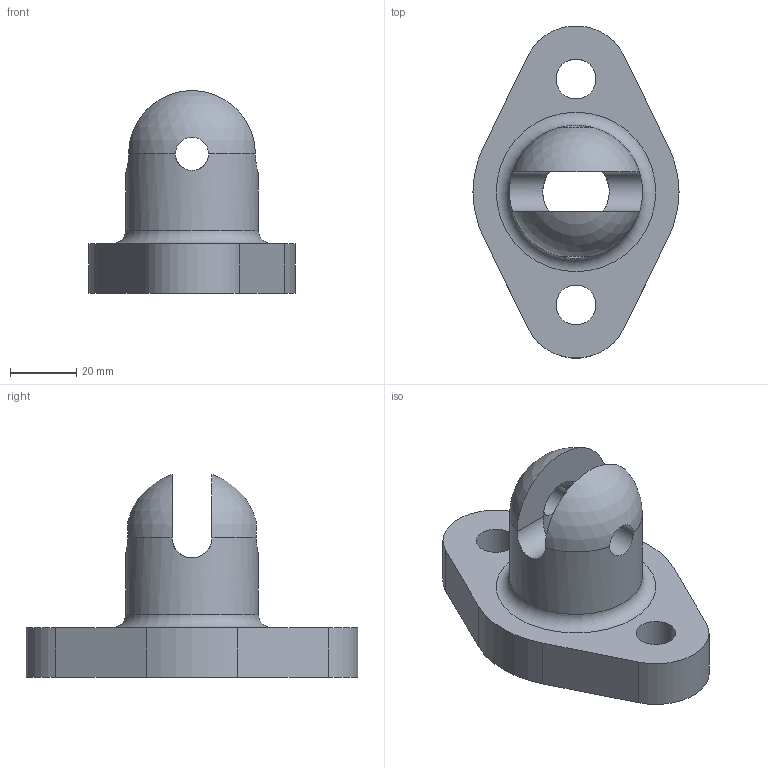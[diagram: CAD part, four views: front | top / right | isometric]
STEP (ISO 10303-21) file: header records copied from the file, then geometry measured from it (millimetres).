
FILE_DESCRIPTION(/* description */ (''),/* implementation_level */ '2;1');
FILE_NAME(/* name */ 'Part 010.stp',/* time_stamp */ '2015-02-19T16:12:43+02:00',/* author */ ('SFC'),/* organization */ (''),/* preprocessor_version */ 'ST-DEVELOPER v15.2',/* originating_system */ 'Autodesk Inventor 2014',/* authorisation */ '');
FILE_SCHEMA (('AUTOMOTIVE_DESIGN { 1 0 10303 214 3 1 1 }'));
Length unit declared in the file: millimetre
Products named in the file (1): Part 010
Bounding box: 62 x 99.88 x 61.08 mm (x, y, z)
Volume: 88779.1 mm3; surface area: 20767.1 mm2
Topology: 1 solids, 1 shells, 25 faces, 68 edges, 41 vertices
Faces by surface type: cylinder 12, plane 8, sphere 4, torus 1
Full cylindrical faces by diameter (mm): 10 x2, 12 x2, 20 x1, 40 x1
Entity records: 920 total; most frequent: CARTESIAN_POINT 260, DIRECTION 134, ORIENTED_EDGE 118, EDGE_CURVE 59, AXIS2_PLACEMENT_3D 57, VERTEX_POINT 39, EDGE_LOOP 38, CIRCLE 31
